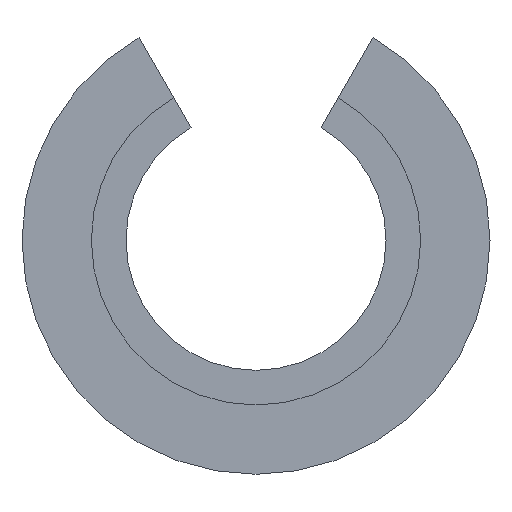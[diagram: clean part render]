
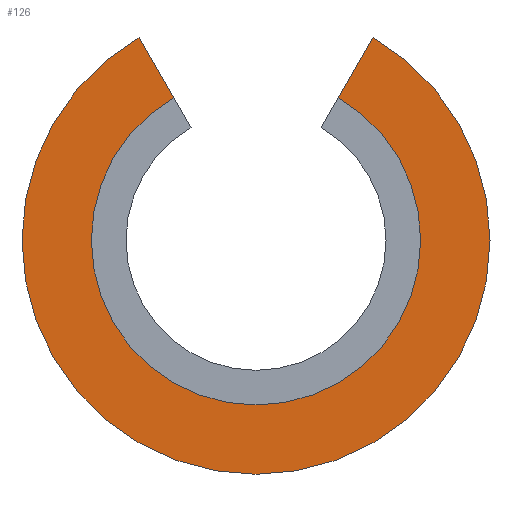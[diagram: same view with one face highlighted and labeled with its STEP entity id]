
A CAD part, front view. The second image highlights one B-rep face of the part: STEP entity #126.
In plain terms, the highlighted planar face has unit normal (0, -1, 0).
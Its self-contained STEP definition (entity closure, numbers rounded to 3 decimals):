
#7 = AXIS2_PLACEMENT_3D ( 'NONE', #217, #56, #153 ) ;
#8 = DIRECTION ( 'NONE',  ( 0., -1., 0. ) ) ;
#12 = CARTESIAN_POINT ( 'NONE',  ( 3.375, 6., 5.846 ) ) ;
#25 = DIRECTION ( 'NONE',  ( -0.5, 0., 0.866 ) ) ;
#29 = EDGE_CURVE ( 'NONE', #205, #215, #49, .T. ) ;
#38 = EDGE_CURVE ( 'NONE', #239, #75, #243, .T. ) ;
#44 = AXIS2_PLACEMENT_3D ( 'NONE', #366, #398, #74 ) ;
#49 = LINE ( 'NONE', #12, #331 ) ;
#55 = ORIENTED_EDGE ( 'NONE', *, *, #240, .F. ) ;
#56 = DIRECTION ( 'NONE',  ( 0., -1., 0. ) ) ;
#61 = CARTESIAN_POINT ( 'NONE',  ( 6.75, 6., 11.691 ) ) ;
#74 = DIRECTION ( 'NONE',  ( 0., 0., -1. ) ) ;
#75 = VERTEX_POINT ( 'NONE', #179 ) ;
#88 = CARTESIAN_POINT ( 'NONE',  ( -6.75, 6., 11.691 ) ) ;
#93 = LINE ( 'NONE', #384, #170 ) ;
#101 = DIRECTION ( 'NONE',  ( 0., 0., -1. ) ) ;
#102 = CIRCLE ( 'NONE', #7, 9.5 ) ;
#103 = CIRCLE ( 'NONE', #349, 9.5 ) ;
#105 = ORIENTED_EDGE ( 'NONE', *, *, #246, .T. ) ;
#126 = ADVANCED_FACE ( 'NONE', ( #251 ), #277, .T. ) ;
#144 = DIRECTION ( 'NONE',  ( 0., 0., -1. ) ) ;
#145 = EDGE_CURVE ( 'NONE', #354, #215, #103, .T. ) ;
#153 = DIRECTION ( 'NONE',  ( 0., 0., -1. ) ) ;
#169 = AXIS2_PLACEMENT_3D ( 'NONE', #311, #310, #144 ) ;
#170 = VECTOR ( 'NONE', #25, 1000. ) ;
#179 = CARTESIAN_POINT ( 'NONE',  ( 0., 6., -13.5 ) ) ;
#180 = CARTESIAN_POINT ( 'NONE',  ( 4.75, 6., 8.227 ) ) ;
#205 = VERTEX_POINT ( 'NONE', #61 ) ;
#215 = VERTEX_POINT ( 'NONE', #180 ) ;
#217 = CARTESIAN_POINT ( 'NONE',  ( 0., 6., 0. ) ) ;
#232 = CIRCLE ( 'NONE', #302, 13.5 ) ;
#235 = VERTEX_POINT ( 'NONE', #250 ) ;
#239 = VERTEX_POINT ( 'NONE', #88 ) ;
#240 = EDGE_CURVE ( 'NONE', #235, #354, #102, .T. ) ;
#243 = CIRCLE ( 'NONE', #44, 13.5 ) ;
#246 = EDGE_CURVE ( 'NONE', #235, #239, #93, .T. ) ;
#250 = CARTESIAN_POINT ( 'NONE',  ( -4.75, 6., 8.227 ) ) ;
#251 = FACE_OUTER_BOUND ( 'NONE', #405, .T. ) ;
#260 = CARTESIAN_POINT ( 'NONE',  ( 0., 6., -9.5 ) ) ;
#270 = DIRECTION ( 'NONE',  ( -0.5, 0., -0.866 ) ) ;
#277 = PLANE ( 'NONE',  #169 ) ;
#297 = ORIENTED_EDGE ( 'NONE', *, *, #29, .T. ) ;
#302 = AXIS2_PLACEMENT_3D ( 'NONE', #385, #8, #101 ) ;
#310 = DIRECTION ( 'NONE',  ( 0., -1., 0. ) ) ;
#311 = CARTESIAN_POINT ( 'NONE',  ( 13.5, 6., 0. ) ) ;
#315 = DIRECTION ( 'NONE',  ( 0., -1., 0. ) ) ;
#331 = VECTOR ( 'NONE', #270, 1000. ) ;
#332 = ORIENTED_EDGE ( 'NONE', *, *, #145, .F. ) ;
#343 = ORIENTED_EDGE ( 'NONE', *, *, #362, .T. ) ;
#349 = AXIS2_PLACEMENT_3D ( 'NONE', #380, #315, #351 ) ;
#351 = DIRECTION ( 'NONE',  ( 0., 0., -1. ) ) ;
#354 = VERTEX_POINT ( 'NONE', #260 ) ;
#362 = EDGE_CURVE ( 'NONE', #75, #205, #232, .T. ) ;
#366 = CARTESIAN_POINT ( 'NONE',  ( 0., 6., 0. ) ) ;
#380 = CARTESIAN_POINT ( 'NONE',  ( 0., 6., 0. ) ) ;
#384 = CARTESIAN_POINT ( 'NONE',  ( 3.375, 6., -5.846 ) ) ;
#385 = CARTESIAN_POINT ( 'NONE',  ( 0., 6., 0. ) ) ;
#394 = ORIENTED_EDGE ( 'NONE', *, *, #38, .T. ) ;
#398 = DIRECTION ( 'NONE',  ( 0., -1., 0. ) ) ;
#405 = EDGE_LOOP ( 'NONE', ( #394, #343, #297, #332, #55, #105 ) ) ;
